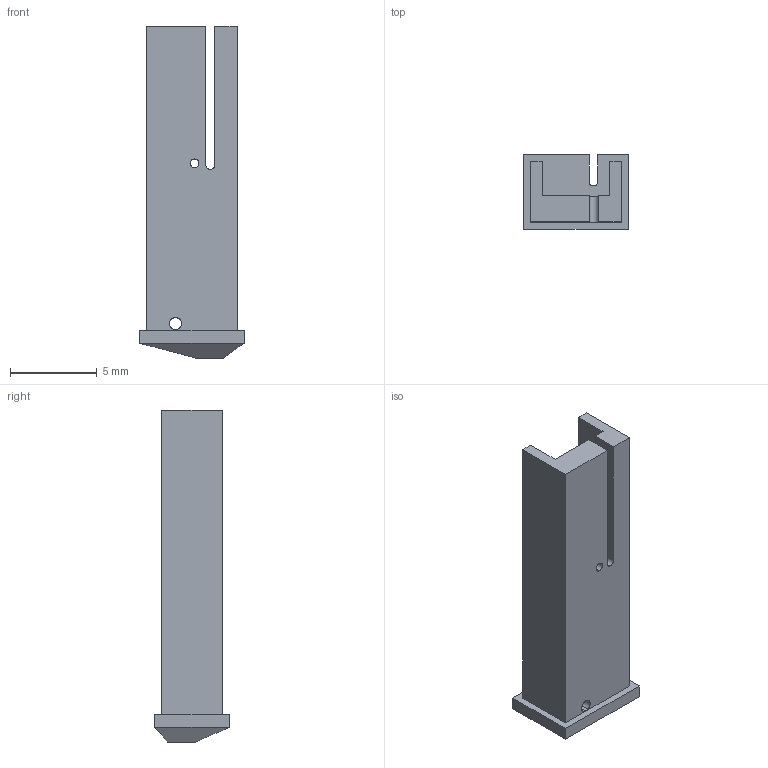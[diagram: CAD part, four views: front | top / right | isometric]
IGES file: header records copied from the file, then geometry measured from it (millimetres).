
Start section: SolidWorks IGES file using analytic representation for surfaces
Global section: file name: Microdrive Chassis.IGS; native system: SolidWorks 2010; preprocessor: SolidWorks 2010; author: Tim; date: 120301.182715; units: millimetre
Bounding box: 6 x 4.3 x 19.1 mm (x, y, z)
Surface area: 469.2 mm2 (no closed solid volume)
Topology: 0 solids, 0 shells, 36 faces, 298 edges, 298 vertices
Faces by surface type: bspline 27, revolution 9
